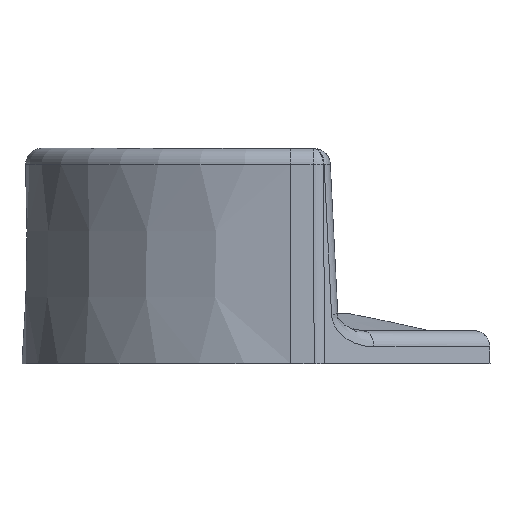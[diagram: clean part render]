
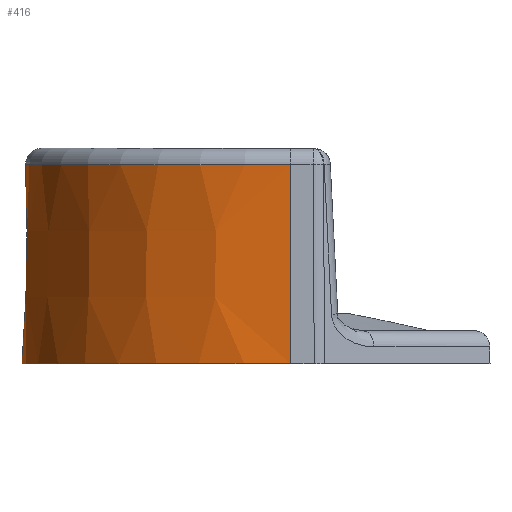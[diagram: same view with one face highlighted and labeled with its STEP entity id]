
A CAD part, left-side view. The second image highlights one B-rep face of the part: STEP entity #416.
In plain terms, the highlighted conical face has half-angle 1 degrees and reference radius 8 mm.
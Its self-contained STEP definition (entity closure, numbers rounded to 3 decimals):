
#38 = AXIS2_PLACEMENT_3D ( 'NONE', #1633, #1316, #380 ) ;
#105 = CARTESIAN_POINT ( 'NONE',  ( 0., 0., 0. ) ) ;
#286 = AXIS2_PLACEMENT_3D ( 'NONE', #455, #1230, #305 ) ;
#305 = DIRECTION ( 'NONE',  ( 1., 0., 0. ) ) ;
#380 = DIRECTION ( 'NONE',  ( -1., 0., 0. ) ) ;
#400 = ORIENTED_EDGE ( 'NONE', *, *, #1269, .F. ) ;
#415 = VERTEX_POINT ( 'NONE', #1695 ) ;
#416 = ADVANCED_FACE ( 'NONE', ( #1358 ), #534, .T. ) ;
#455 = CARTESIAN_POINT ( 'NONE',  ( 0., 0., 6.5 ) ) ;
#522 = VECTOR ( 'NONE', #1043, 1000. ) ;
#534 = CONICAL_SURFACE ( 'NONE', #286, 8., 0.017 ) ;
#539 = AXIS2_PLACEMENT_3D ( 'NONE', #105, #1453, #564 ) ;
#564 = DIRECTION ( 'NONE',  ( 1., 0., 0. ) ) ;
#688 = ORIENTED_EDGE ( 'NONE', *, *, #1081, .T. ) ;
#750 = VERTEX_POINT ( 'NONE', #1017 ) ;
#784 = EDGE_CURVE ( 'NONE', #415, #1822, #1133, .T. ) ;
#884 = CARTESIAN_POINT ( 'NONE',  ( -8.009, 0., 6.009 ) ) ;
#894 = CIRCLE ( 'NONE', #38, 8.009 ) ;
#935 = ORIENTED_EDGE ( 'NONE', *, *, #1745, .T. ) ;
#1017 = CARTESIAN_POINT ( 'NONE',  ( 8.009, 0., 6.009 ) ) ;
#1034 = ORIENTED_EDGE ( 'NONE', *, *, #784, .T. ) ;
#1043 = DIRECTION ( 'NONE',  ( -0.017, 0., -1. ) ) ;
#1081 = EDGE_CURVE ( 'NONE', #750, #415, #1158, .T. ) ;
#1133 = CIRCLE ( 'NONE', #539, 8.113 ) ;
#1135 = EDGE_LOOP ( 'NONE', ( #400, #935, #688, #1034 ) ) ;
#1158 = LINE ( 'NONE', #1724, #1535 ) ;
#1187 = VERTEX_POINT ( 'NONE', #884 ) ;
#1230 = DIRECTION ( 'NONE',  ( 0., 0., -1. ) ) ;
#1269 = EDGE_CURVE ( 'NONE', #1187, #1822, #1691, .T. ) ;
#1316 = DIRECTION ( 'NONE',  ( 0., 0., -1. ) ) ;
#1339 = CARTESIAN_POINT ( 'NONE',  ( -8.113, 0., 0. ) ) ;
#1358 = FACE_OUTER_BOUND ( 'NONE', #1135, .T. ) ;
#1453 = DIRECTION ( 'NONE',  ( 0., 0., 1. ) ) ;
#1535 = VECTOR ( 'NONE', #1714, 1000. ) ;
#1633 = CARTESIAN_POINT ( 'NONE',  ( 0., 0., 6.009 ) ) ;
#1691 = LINE ( 'NONE', #1978, #522 ) ;
#1695 = CARTESIAN_POINT ( 'NONE',  ( 8.113, 0., 0. ) ) ;
#1714 = DIRECTION ( 'NONE',  ( 0.017, 0., -1. ) ) ;
#1724 = CARTESIAN_POINT ( 'NONE',  ( 8., 0., 6.5 ) ) ;
#1745 = EDGE_CURVE ( 'NONE', #1187, #750, #894, .T. ) ;
#1822 = VERTEX_POINT ( 'NONE', #1339 ) ;
#1978 = CARTESIAN_POINT ( 'NONE',  ( -8., 0., 6.5 ) ) ;
